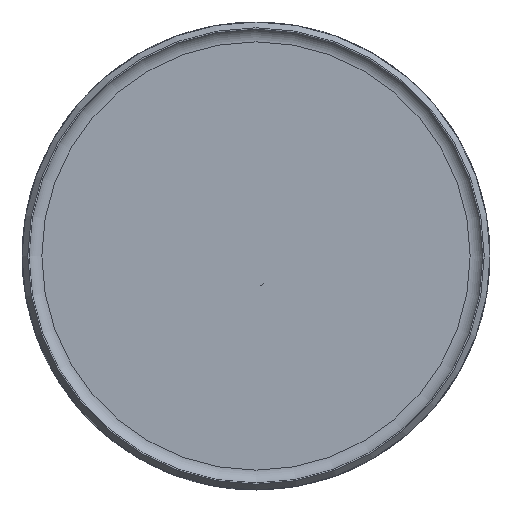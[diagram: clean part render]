
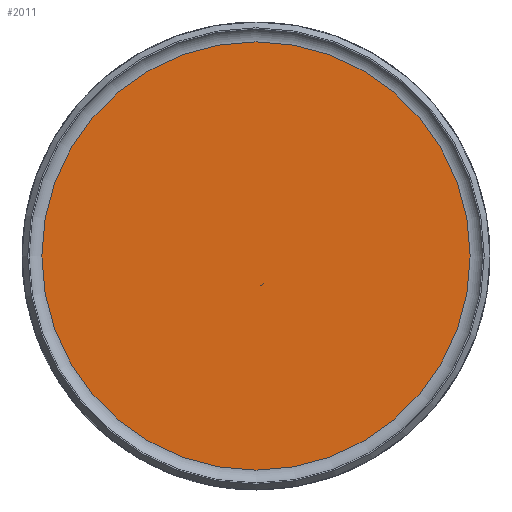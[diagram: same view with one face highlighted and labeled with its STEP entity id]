
A CAD part, top view. The second image highlights one B-rep face of the part: STEP entity #2011.
In plain terms, the highlighted planar face has unit normal (0, 0, 1).
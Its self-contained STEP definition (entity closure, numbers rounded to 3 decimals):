
#396=PLANE('',#11186);
#649=LINE('',#22984,#1171);
#650=LINE('',#22989,#1172);
#1171=VECTOR('',#12307,1.);
#1172=VECTOR('',#12310,1.);
#1874=FACE_BOUND('',#3564,.T.);
#1875=FACE_BOUND('',#3565,.T.);
#2011=ADVANCED_FACE('',(#1874,#1875),#396,.F.);
#3564=EDGE_LOOP('',(#5124,#5125,#5126));
#3565=EDGE_LOOP('',(#5127));
#5124=ORIENTED_EDGE('',*,*,#9358,.T.);
#5125=ORIENTED_EDGE('',*,*,#9359,.F.);
#5126=ORIENTED_EDGE('',*,*,#9360,.F.);
#5127=ORIENTED_EDGE('',*,*,#9357,.T.);
#8348=VERTEX_POINT('',#22982);
#8349=VERTEX_POINT('',#22985);
#8350=VERTEX_POINT('',#22986);
#8351=VERTEX_POINT('',#22988);
#9357=EDGE_CURVE('',#8348,#8348,#10732,.T.);
#9358=EDGE_CURVE('',#8349,#8350,#649,.T.);
#9359=EDGE_CURVE('',#8351,#8350,#10733,.T.);
#9360=EDGE_CURVE('',#8349,#8351,#650,.T.);
#10732=CIRCLE('',#11183,185.97);
#10733=CIRCLE('',#11185,12.389);
#11183=AXIS2_PLACEMENT_3D('',#22981,#12303,#12304);
#11185=AXIS2_PLACEMENT_3D('',#22987,#12308,#12309);
#11186=AXIS2_PLACEMENT_3D('',#22990,#12311,#12312);
#12303=DIRECTION('',(0.,0.,1.));
#12304=DIRECTION('',(0.,1.,0.));
#12307=DIRECTION('',(-0.836,-0.548,0.));
#12308=DIRECTION('',(0.,0.,-1.));
#12309=DIRECTION('',(1.,0.,0.));
#12310=DIRECTION('',(-0.548,0.836,0.));
#12311=DIRECTION('',(0.,0.,-1.));
#12312=DIRECTION('',(0.,1.,0.));
#22981=CARTESIAN_POINT('',(0.,15.,0.34));
#22982=CARTESIAN_POINT('',(0.,200.97,0.34));
#22984=CARTESIAN_POINT('',(6.378,-9.283,0.34));
#22985=CARTESIAN_POINT('',(6.378,-9.283,0.34));
#22986=CARTESIAN_POINT('',(4.083,-10.787,0.34));
#22987=CARTESIAN_POINT('',(-2.707,-0.425,0.34));
#22988=CARTESIAN_POINT('',(6.21,-9.025,0.34));
#22989=CARTESIAN_POINT('',(-6.671,10.628,0.34));
#22990=CARTESIAN_POINT('',(0.,15.,0.34));
